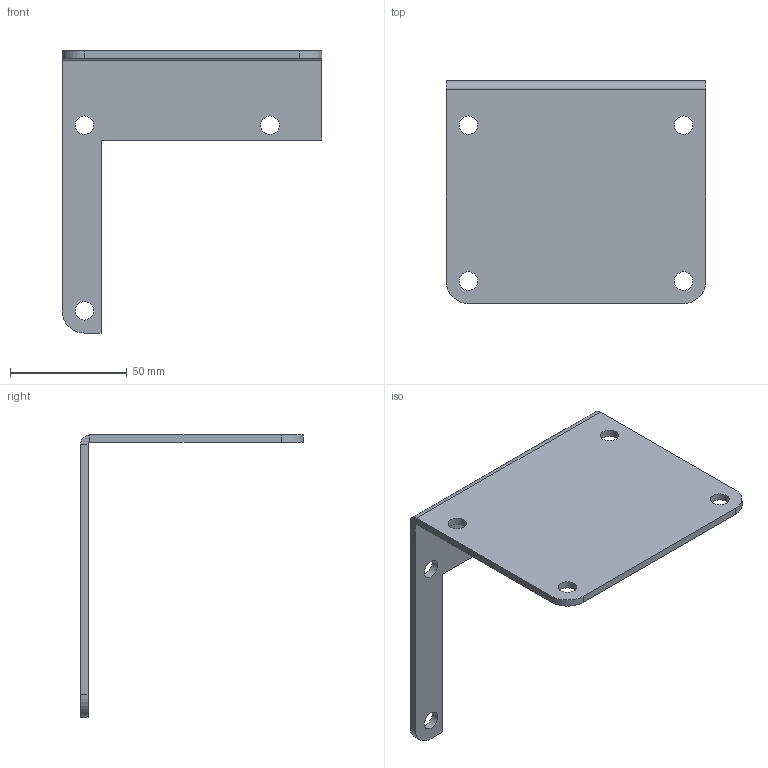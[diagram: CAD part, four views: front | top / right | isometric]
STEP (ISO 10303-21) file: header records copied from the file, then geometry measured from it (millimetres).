
FILE_DESCRIPTION(/* description */ ('N12 FEED THRU BRACKET HNGR 2.5X2.5 CS-GR'),/* implementation_level */ '2;1');
FILE_NAME(/* name */ 'JWBH.stp',/* time_stamp */ '2017-05-22T15:35:38-05:00',/* author */ ('dnichola'),/* organization */ (''),/* preprocessor_version */ 'ST-DEVELOPER v16.1',/* originating_system */ 'Autodesk Inventor 2016',/* authorisation */ '');
FILE_SCHEMA (('AUTOMOTIVE_DESIGN { 1 0 10303 214 3 1 1 }'));
Length unit declared in the file: inch
Products named in the file (1): JWBH
Bounding box: 111.12 x 95.25 x 120.65 mm (x, y, z)
Volume: 48649.9 mm3; surface area: 33210.9 mm2
Topology: 1 solids, 1 shells, 26 faces, 64 edges, 40 vertices
Faces by surface type: plane 14, cylinder 12
Full cylindrical faces by diameter (mm): 7.938 x7
Entity records: 787 total; most frequent: DIRECTION 135, CARTESIAN_POINT 124, ORIENTED_EDGE 114, EDGE_CURVE 57, AXIS2_PLACEMENT_3D 51, EDGE_LOOP 47, VERTEX_POINT 40, LINE 33
